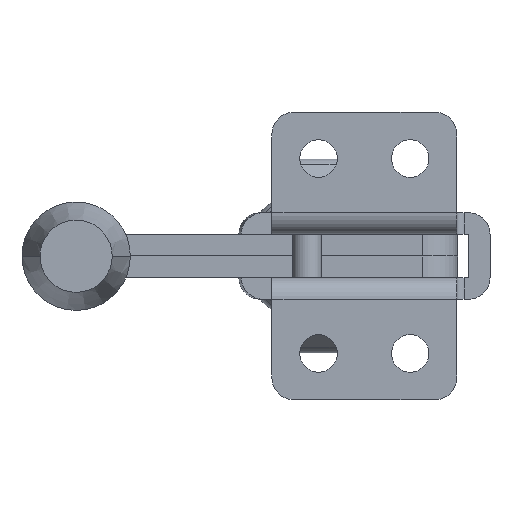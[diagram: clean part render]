
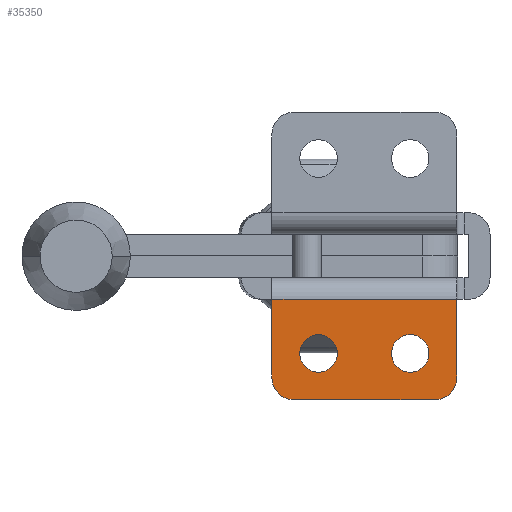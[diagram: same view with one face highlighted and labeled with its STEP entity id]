
A CAD part, front view. The second image highlights one B-rep face of the part: STEP entity #35350.
In plain terms, the highlighted planar face has unit normal (0, -1, 0).
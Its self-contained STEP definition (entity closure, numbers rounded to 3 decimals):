
#24558 = CARTESIAN_POINT ( 'NONE',  ( 0., 0., 12. ) ) ;
#24560 = AXIS2_PLACEMENT_3D ( 'NONE', #24558, #26284, #26289 ) ;
#25757 = PLANE ( 'NONE',  #24560 ) ;
#25926 = CIRCLE ( 'NONE', #26048, 2.6 ) ;
#25949 = CARTESIAN_POINT ( 'NONE',  ( -6.45, 0., -4.9 ) ) ;
#26013 = CIRCLE ( 'NONE', #26136, 2.6 ) ;
#26024 = CARTESIAN_POINT ( 'NONE',  ( -19.15, 0., -7.5 ) ) ;
#26033 = CARTESIAN_POINT ( 'NONE',  ( -19.15, 0., -10.1 ) ) ;
#26035 = CARTESIAN_POINT ( 'NONE',  ( -19.15, 0., -4.9 ) ) ;
#26043 = DIRECTION ( 'NONE',  ( -1., 0., 0. ) ) ;
#26045 = DIRECTION ( 'NONE',  ( 0., -1., 0. ) ) ;
#26046 = CARTESIAN_POINT ( 'NONE',  ( -6.45, 0., -7.5 ) ) ;
#26048 = AXIS2_PLACEMENT_3D ( 'NONE', #26046, #26045, #26043 ) ;
#26053 = CARTESIAN_POINT ( 'NONE',  ( -6.45, 0., -10.1 ) ) ;
#26133 = DIRECTION ( 'NONE',  ( -1., 0., 0. ) ) ;
#26134 = DIRECTION ( 'NONE',  ( 0., -1., 0. ) ) ;
#26136 = AXIS2_PLACEMENT_3D ( 'NONE', #26024, #26134, #26133 ) ;
#26284 = DIRECTION ( 'NONE',  ( 0., 1., 0. ) ) ;
#26289 = DIRECTION ( 'NONE',  ( -1., 0., 0. ) ) ;
#26832 = CARTESIAN_POINT ( 'NONE',  ( 0., 0., 12. ) ) ;
#26833 = LINE ( 'NONE', #26832, #26968 ) ;
#26952 = CARTESIAN_POINT ( 'NONE',  ( 0., 0., 0. ) ) ;
#26966 = DIRECTION ( 'NONE',  ( 0., 0., -1. ) ) ;
#26968 = VECTOR ( 'NONE', #26966, 1000. ) ;
#27059 = CARTESIAN_POINT ( 'NONE',  ( 0., 0., -10.9 ) ) ;
#27297 = VECTOR ( 'NONE', #27325, 1000. ) ;
#27312 = LINE ( 'NONE', #27327, #27297 ) ;
#27325 = DIRECTION ( 'NONE',  ( -1., 0., 0. ) ) ;
#27327 = CARTESIAN_POINT ( 'NONE',  ( 0., 0., 0. ) ) ;
#27404 = CARTESIAN_POINT ( 'NONE',  ( -25.6, 0., 0. ) ) ;
#27412 = DIRECTION ( 'NONE',  ( 0., 0., -1. ) ) ;
#27414 = VECTOR ( 'NONE', #27412, 1000. ) ;
#27426 = CARTESIAN_POINT ( 'NONE',  ( -25.6, 0., 12. ) ) ;
#27428 = LINE ( 'NONE', #27426, #27414 ) ;
#27446 = CIRCLE ( 'NONE', #27491, 3. ) ;
#27458 = CARTESIAN_POINT ( 'NONE',  ( -3., 0., -13.9 ) ) ;
#27462 = CIRCLE ( 'NONE', #27564, 2.6 ) ;
#27491 = AXIS2_PLACEMENT_3D ( 'NONE', #27579, #27556, #27555 ) ;
#27511 = CARTESIAN_POINT ( 'NONE',  ( -25.6, 0., -10.9 ) ) ;
#27529 = FACE_BOUND ( 'NONE', #35341, .T. ) ;
#27534 = DIRECTION ( 'NONE',  ( -1., 0., 0. ) ) ;
#27536 = DIRECTION ( 'NONE',  ( 0., -1., 0. ) ) ;
#27538 = AXIS2_PLACEMENT_3D ( 'NONE', #27561, #27536, #27534 ) ;
#27543 = DIRECTION ( 'NONE',  ( -1., 0., 0. ) ) ;
#27544 = DIRECTION ( 'NONE',  ( 0., -1., 0. ) ) ;
#27545 = CARTESIAN_POINT ( 'NONE',  ( -6.45, 0., -7.5 ) ) ;
#27550 = CIRCLE ( 'NONE', #27538, 2.6 ) ;
#27553 = FACE_BOUND ( 'NONE', #35335, .T. ) ;
#27555 = DIRECTION ( 'NONE',  ( -1., 0., 0. ) ) ;
#27556 = DIRECTION ( 'NONE',  ( 0., 1., 0. ) ) ;
#27561 = CARTESIAN_POINT ( 'NONE',  ( -19.15, 0., -7.5 ) ) ;
#27564 = AXIS2_PLACEMENT_3D ( 'NONE', #27545, #27544, #27543 ) ;
#27567 = DIRECTION ( 'NONE',  ( 1., 0., 0. ) ) ;
#27568 = VECTOR ( 'NONE', #27567, 1000. ) ;
#27570 = CARTESIAN_POINT ( 'NONE',  ( 0., 0., -13.9 ) ) ;
#27571 = LINE ( 'NONE', #27570, #27568 ) ;
#27575 = FACE_OUTER_BOUND ( 'NONE', #35238, .T. ) ;
#27579 = CARTESIAN_POINT ( 'NONE',  ( -3., 0., -10.9 ) ) ;
#27631 = DIRECTION ( 'NONE',  ( -1., 0., 0. ) ) ;
#27633 = DIRECTION ( 'NONE',  ( 0., 1., 0. ) ) ;
#27635 = CARTESIAN_POINT ( 'NONE',  ( -22.6, 0., -10.9 ) ) ;
#27636 = AXIS2_PLACEMENT_3D ( 'NONE', #27635, #27633, #27631 ) ;
#27638 = CIRCLE ( 'NONE', #27636, 3. ) ;
#27645 = CARTESIAN_POINT ( 'NONE',  ( -22.6, 0., -13.9 ) ) ;
#34732 = VERTEX_POINT ( 'NONE', #25949 ) ;
#34742 = EDGE_CURVE ( 'NONE', #34743, #34732, #25926, .T. ) ;
#34743 = VERTEX_POINT ( 'NONE', #26053 ) ;
#34758 = VERTEX_POINT ( 'NONE', #26035 ) ;
#34759 = VERTEX_POINT ( 'NONE', #26033 ) ;
#34762 = EDGE_CURVE ( 'NONE', #34759, #34758, #26013, .T. ) ;
#35095 = EDGE_CURVE ( 'NONE', #35123, #35137, #26833, .T. ) ;
#35123 = VERTEX_POINT ( 'NONE', #26952 ) ;
#35137 = VERTEX_POINT ( 'NONE', #27059 ) ;
#35238 = EDGE_LOOP ( 'NONE', ( #35352, #35357, #35354, #35327, #35355, #35326 ) ) ;
#35263 = EDGE_CURVE ( 'NONE', #35123, #35295, #27312, .T. ) ;
#35272 = EDGE_CURVE ( 'NONE', #35295, #35297, #27428, .T. ) ;
#35295 = VERTEX_POINT ( 'NONE', #27404 ) ;
#35297 = VERTEX_POINT ( 'NONE', #27511 ) ;
#35314 = ORIENTED_EDGE ( 'NONE', *, *, #34742, .F. ) ;
#35326 = ORIENTED_EDGE ( 'NONE', *, *, #35331, .F. ) ;
#35327 = ORIENTED_EDGE ( 'NONE', *, *, #35351, .F. ) ;
#35328 = EDGE_CURVE ( 'NONE', #35353, #35329, #27571, .T. ) ;
#35329 = VERTEX_POINT ( 'NONE', #27458 ) ;
#35331 = EDGE_CURVE ( 'NONE', #35137, #35329, #27446, .T. ) ;
#35335 = EDGE_LOOP ( 'NONE', ( #35344, #35339 ) ) ;
#35337 = EDGE_CURVE ( 'NONE', #34732, #34743, #27462, .T. ) ;
#35339 = ORIENTED_EDGE ( 'NONE', *, *, #35342, .F. ) ;
#35341 = EDGE_LOOP ( 'NONE', ( #35314, #35348 ) ) ;
#35342 = EDGE_CURVE ( 'NONE', #34758, #34759, #27550, .T. ) ;
#35344 = ORIENTED_EDGE ( 'NONE', *, *, #34762, .F. ) ;
#35348 = ORIENTED_EDGE ( 'NONE', *, *, #35337, .F. ) ;
#35350 = ADVANCED_FACE ( 'NONE', ( #27575, #27553, #27529 ), #25757, .F. ) ;
#35351 = EDGE_CURVE ( 'NONE', #35353, #35297, #27638, .T. ) ;
#35352 = ORIENTED_EDGE ( 'NONE', *, *, #35095, .F. ) ;
#35353 = VERTEX_POINT ( 'NONE', #27645 ) ;
#35354 = ORIENTED_EDGE ( 'NONE', *, *, #35272, .T. ) ;
#35355 = ORIENTED_EDGE ( 'NONE', *, *, #35328, .T. ) ;
#35357 = ORIENTED_EDGE ( 'NONE', *, *, #35263, .T. ) ;
